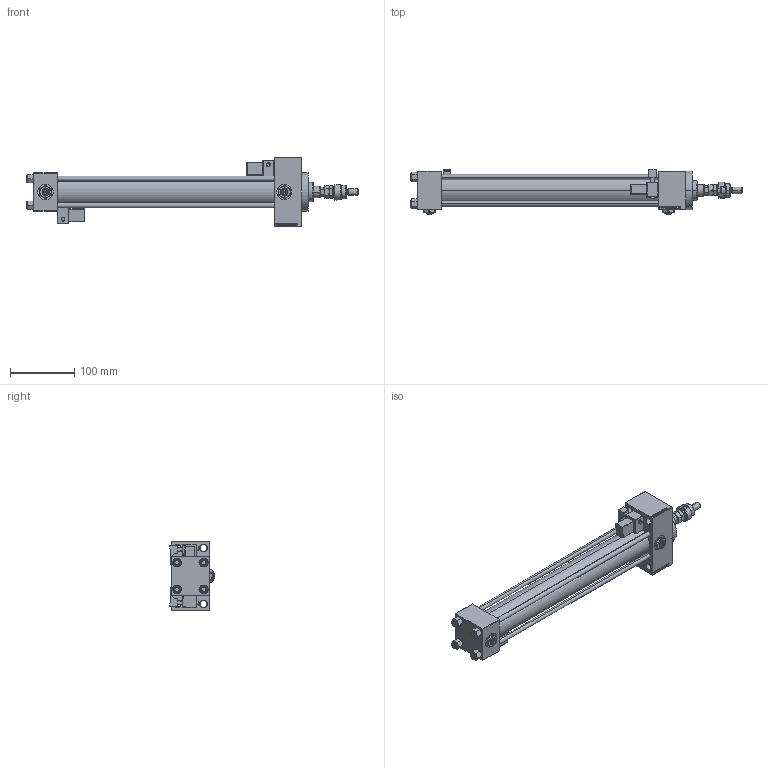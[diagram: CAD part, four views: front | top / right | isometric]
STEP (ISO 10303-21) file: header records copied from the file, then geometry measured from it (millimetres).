
FILE_DESCRIPTION (( 'STEP AP203' ), '1' );
FILE_NAME ('3778.STEP', '2023-08-23T07:24:20', ( '' ), ( '' ), 'SwSTEP 2.0', 'SolidWorks 2019', '' );
FILE_SCHEMA (( 'CONFIG_CONTROL_DESIGN' ));
Length unit declared in the file: millimetre
Products named in the file (11): V215CR_D_TYCINKA f67564dd99e4634b6596fb83b8da8aee; NUT_M5_D f67564dd99e4634b6596fb83b8da8aee; V215CR_MSU f67564dd99e4634b6596fb83b8da8aee; V215CR_D_Body f67564dd99e4634b6596fb83b8da8aee; MFA f67564dd99e4634b6596fb83b8da8aee; Zatka_pro_OIL_PORT f67564dd99e4634b6596fb83b8da8aee; V215_VC_A f67564dd99e4634b6596fb83b8da8aee; V215CR_VCP_D f67564dd99e4634b6596fb83b8da8aee; DFA f67564dd99e4634b6596fb83b8da8aee; FEMALE_PART_FOR_DFA f67564dd99e4634b6596fb83b8da8aee; 3778
Assembly tree (18 placements, depth 3):
  3778
    V215CR_D_Body f67564dd99e4634b6596fb83b8da8aee
    V215CR_VCP_D f67564dd99e4634b6596fb83b8da8aee
    NUT_M5_D f67564dd99e4634b6596fb83b8da8aee  x4
    V215CR_D_TYCINKA f67564dd99e4634b6596fb83b8da8aee  x4
    V215_VC_A f67564dd99e4634b6596fb83b8da8aee
    DFA f67564dd99e4634b6596fb83b8da8aee
      FEMALE_PART_FOR_DFA f67564dd99e4634b6596fb83b8da8aee
      MFA f67564dd99e4634b6596fb83b8da8aee
    V215CR_MSU f67564dd99e4634b6596fb83b8da8aee  x2
    Zatka_pro_OIL_PORT f67564dd99e4634b6596fb83b8da8aee  x2
Bounding box: 518 x 68.9 x 109 mm (x, y, z)
Volume: 809245.4 mm3; surface area: 261079.4 mm2
Topology: 17 solids, 17 shells, 1445 faces, 3528 edges, 2219 vertices
Faces by surface type: plane 632, bspline 368, cone 224, cylinder 173, torus 24, sphere 24
Entity records: 54298 total; most frequent: CARTESIAN_POINT 26741, ORIENTED_EDGE 5974, DIRECTION 4229, EDGE_CURVE 2987, VERTEX_POINT 1921, LINE 1711, VECTOR 1711, EDGE_LOOP 1350
